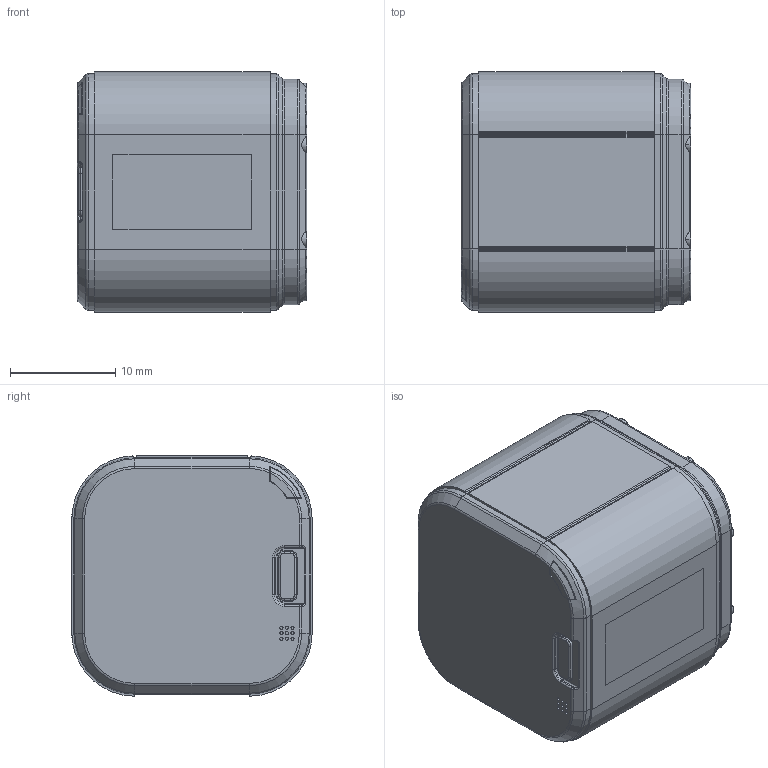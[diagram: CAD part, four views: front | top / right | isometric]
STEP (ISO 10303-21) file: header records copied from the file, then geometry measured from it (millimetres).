
FILE_DESCRIPTION(('CAx-IF Rec.Pracs.---Model Styling and Organization---1.5---2016-08-15','CAx-IF Rec.Pracs.---Geometric and Assembly Validation Properties---4.4---2016-08-17','CAx-IF Rec.Pracs.---User Defined Attributes---1.5---2016-08-15','CAx-IF Rec.Pracs.---External References---2.1---2005-01-19'),'2;1');
FILE_NAME('GoPro Hero4 Session.stp','2024-03-04T21:48:59',('Unspecified'),('Unspecified'),'CAD Exchanger 3.24.0 (cadexchanger.com)','Unspecified','');
FILE_SCHEMA(('AP242_MANAGED_MODEL_BASED_3D_ENGINEERING_MIM_LF { 1 0 10303 442 1 1 4 }'));
Length unit declared in the file: millimetre
Products named in the file (1): GoPro Hero4 Session
Bounding box: 21.84 x 22.89 x 22.89 mm (x, y, z)
Volume: 10064.7 mm3; surface area: 5910.3 mm2
Topology: 18 solids, 18 shells, 1249 faces, 2909 edges, 1645 vertices
Faces by surface type: cylinder 549, plane 337, torus 206, sphere 114, bspline 28, cone 15
Entity records: 35649 total; most frequent: CARTESIAN_POINT 6914, DIRECTION 6582, ORIENTED_EDGE 5642, EDGE_CURVE 2821, AXIS2_PLACEMENT_3D 2637, VERTEX_POINT 1645, CIRCLE 1415, LINE 1308
